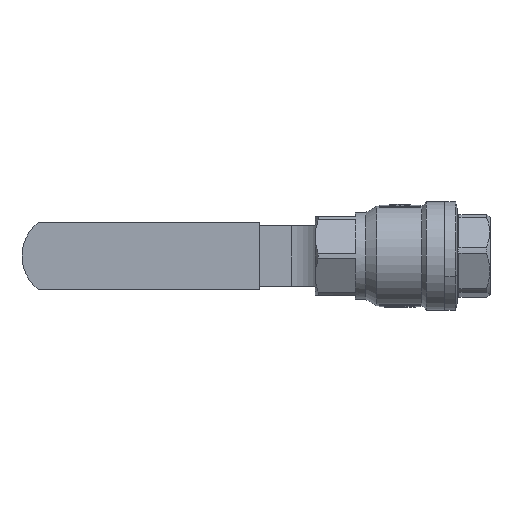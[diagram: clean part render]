
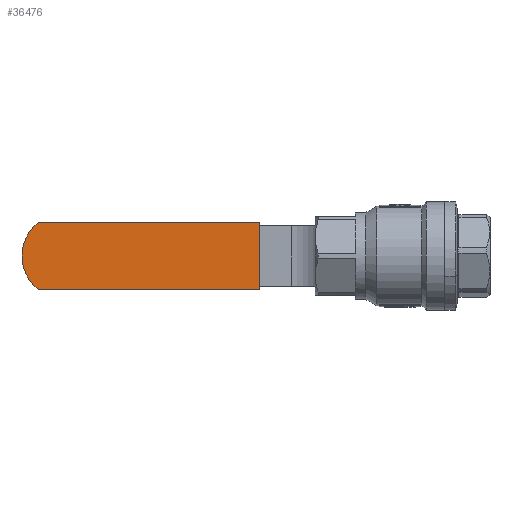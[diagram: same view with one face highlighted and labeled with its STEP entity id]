
A CAD part, front view. The second image highlights one B-rep face of the part: STEP entity #36476.
In plain terms, the highlighted face is planar.
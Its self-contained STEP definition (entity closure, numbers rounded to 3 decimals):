
#3395 = CARTESIAN_POINT ( 'NONE',  ( 54., 8.5, 0. ) ) ;
#3396 = AXIS2_PLACEMENT_3D ( 'NONE', #3395, #3726, #3728 ) ;
#3397 = CIRCLE ( 'NONE', #3396, 12. ) ;
#3726 = DIRECTION ( 'NONE',  ( 0., 0., 1. ) ) ;
#3728 = DIRECTION ( 'NONE',  ( -1., 0., 0. ) ) ;
#4031 = CARTESIAN_POINT ( 'NONE',  ( 66., 8.5, 0. ) ) ;
#4032 = CARTESIAN_POINT ( 'NONE',  ( 61.331, -1., 0. ) ) ;
#4290 = CARTESIAN_POINT ( 'NONE',  ( -1., -1., 0. ) ) ;
#4424 = LINE ( 'NONE', #4479, #4478 ) ;
#4477 = DIRECTION ( 'NONE',  ( -1., 0., 0. ) ) ;
#4478 = VECTOR ( 'NONE', #4477, 1000. ) ;
#4479 = CARTESIAN_POINT ( 'NONE',  ( -1., 18., 0. ) ) ;
#4524 = CARTESIAN_POINT ( 'NONE',  ( -1., -1., 0. ) ) ;
#4525 = LINE ( 'NONE', #4524, #4574 ) ;
#4544 = CARTESIAN_POINT ( 'NONE',  ( -1., 18., 0. ) ) ;
#4563 = FACE_OUTER_BOUND ( 'NONE', #36486, .T. ) ;
#4573 = DIRECTION ( 'NONE',  ( 0., -1., 0. ) ) ;
#4574 = VECTOR ( 'NONE', #4573, 1000. ) ;
#4619 = CIRCLE ( 'NONE', #4623, 12. ) ;
#4623 = AXIS2_PLACEMENT_3D ( 'NONE', #4665, #4651, #4650 ) ;
#4626 = PLANE ( 'NONE',  #4662 ) ;
#4644 = CARTESIAN_POINT ( 'NONE',  ( 61.331, 18., 0. ) ) ;
#4650 = DIRECTION ( 'NONE',  ( -1., 0., 0. ) ) ;
#4651 = DIRECTION ( 'NONE',  ( 0., 0., 1. ) ) ;
#4652 = VECTOR ( 'NONE', #4695, 1000. ) ;
#4654 = CARTESIAN_POINT ( 'NONE',  ( -1., -1., 0. ) ) ;
#4655 = LINE ( 'NONE', #4654, #4652 ) ;
#4659 = DIRECTION ( 'NONE',  ( -1., 0., 0. ) ) ;
#4660 = DIRECTION ( 'NONE',  ( 0., 0., -1. ) ) ;
#4661 = CARTESIAN_POINT ( 'NONE',  ( -1., 18., 0. ) ) ;
#4662 = AXIS2_PLACEMENT_3D ( 'NONE', #4661, #4660, #4659 ) ;
#4665 = CARTESIAN_POINT ( 'NONE',  ( 54., 8.5, 0. ) ) ;
#4695 = DIRECTION ( 'NONE',  ( 1., 0., 0. ) ) ;
#36243 = EDGE_CURVE ( 'NONE', #36252, #36253, #3397, .T. ) ;
#36252 = VERTEX_POINT ( 'NONE', #4032 ) ;
#36253 = VERTEX_POINT ( 'NONE', #4031 ) ;
#36366 = VERTEX_POINT ( 'NONE', #4290 ) ;
#36419 = EDGE_CURVE ( 'NONE', #36487, #36437, #4424, .T. ) ;
#36437 = VERTEX_POINT ( 'NONE', #4544 ) ;
#36448 = EDGE_CURVE ( 'NONE', #36437, #36366, #4525, .T. ) ;
#36474 = ORIENTED_EDGE ( 'NONE', *, *, #36243, .F. ) ;
#36475 = ORIENTED_EDGE ( 'NONE', *, *, #36485, .F. ) ;
#36476 = ADVANCED_FACE ( 'NONE', ( #4563 ), #4626, .T. ) ;
#36478 = ORIENTED_EDGE ( 'NONE', *, *, #36419, .F. ) ;
#36480 = ORIENTED_EDGE ( 'NONE', *, *, #36448, .F. ) ;
#36481 = EDGE_CURVE ( 'NONE', #36253, #36487, #4619, .T. ) ;
#36483 = ORIENTED_EDGE ( 'NONE', *, *, #36481, .F. ) ;
#36485 = EDGE_CURVE ( 'NONE', #36366, #36252, #4655, .T. ) ;
#36486 = EDGE_LOOP ( 'NONE', ( #36474, #36475, #36480, #36478, #36483 ) ) ;
#36487 = VERTEX_POINT ( 'NONE', #4644 ) ;
